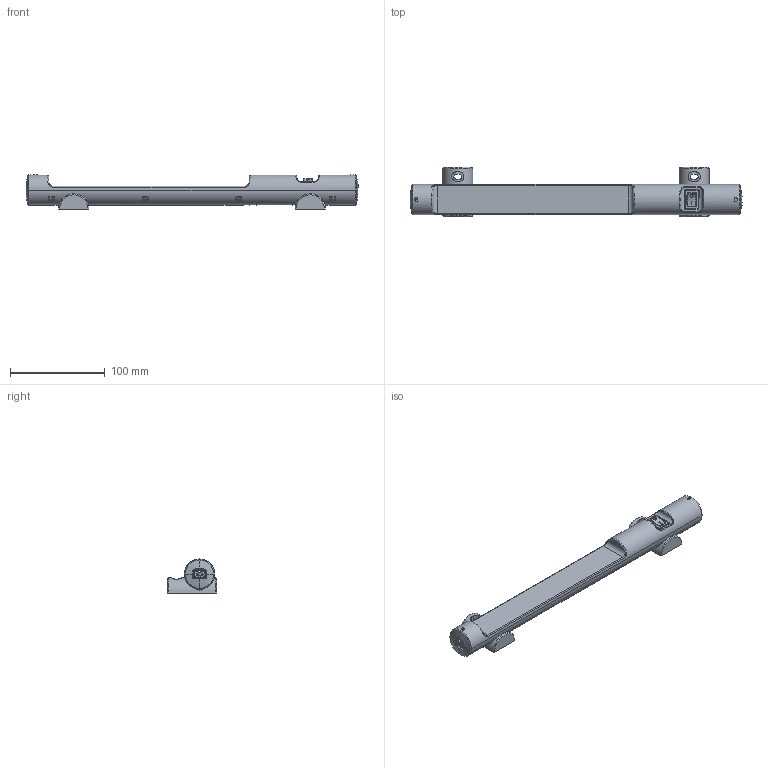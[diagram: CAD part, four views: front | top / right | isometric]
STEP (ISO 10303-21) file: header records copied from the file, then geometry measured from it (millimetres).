
FILE_DESCRIPTION(/* description */ (''),/* implementation_level */ '2;1');
FILE_NAME(/* name */ 'G_I202_XX_22320V.stp',/* time_stamp */ '2023-11-02T10:43:31+01:00',/* author */ (''),/* organization */ (''),/* preprocessor_version */ 'ST-DEVELOPER v18.101',/* originating_system */ 'SIEMENS PLM Software NX 2008',/* authorisation */ '');
FILE_SCHEMA (('AUTOMOTIVE_DESIGN { 1 0 10303 214 3 1 1 1 }'));
Length unit declared in the file: millimetre
Products named in the file (1): 8MR2_G_I202_XX_22320_S-AA_G_I202_XX_22320V_stp
Bounding box: 351.2 x 52 x 36 mm (x, y, z)
Surface area: 61155.8 mm2 (no closed solid volume)
Topology: 0 solids, 18 shells, 413 faces, 1714 edges, 1288 vertices
Faces by surface type: plane 195, cylinder 158, cone 28, sphere 16, bspline 13, extrusion 3
Entity records: 22889 total; most frequent: CARTESIAN_POINT 6015, DIRECTION 2825, ORIENTED_EDGE 2509, EDGE_CURVE 1702, VERTEX_POINT 1284, VECTOR 1007, LINE 1004, AXIS2_PLACEMENT_3D 909
